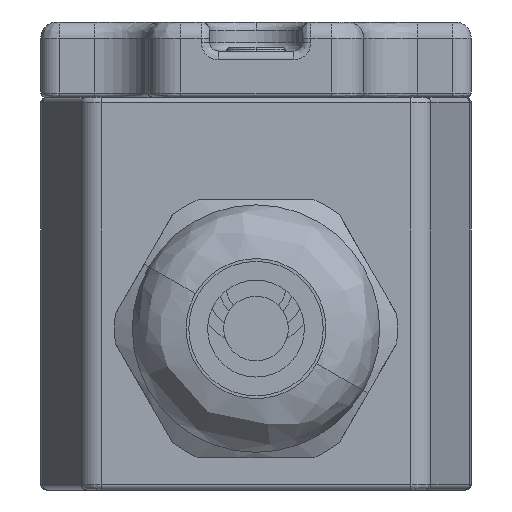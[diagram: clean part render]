
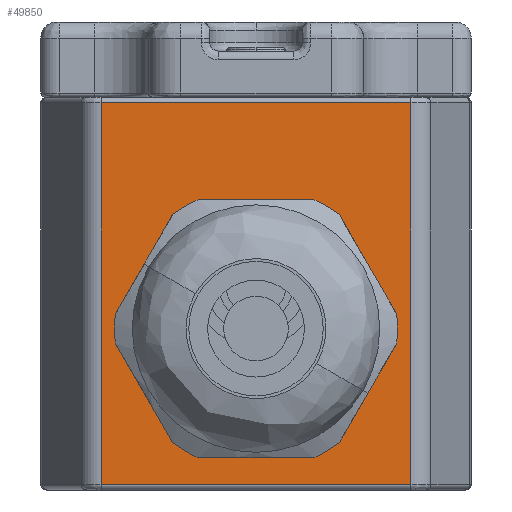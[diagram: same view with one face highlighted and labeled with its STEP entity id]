
A CAD part, front view. The second image highlights one B-rep face of the part: STEP entity #49850.
In plain terms, the highlighted planar face has unit normal (0, -1, 0).
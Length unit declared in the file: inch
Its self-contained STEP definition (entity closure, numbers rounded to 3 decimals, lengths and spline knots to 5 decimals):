
#425 = LINE ( 'NONE', #76157, #35401 ) ;
#1638 = PLANE ( 'NONE',  #13330 ) ;
#2548 = DIRECTION ( 'NONE',  ( 1., 0., 0. ) ) ;
#3711 = EDGE_CURVE ( 'NONE', #73037, #42649, #23099, .T. ) ;
#7031 = FACE_BOUND ( 'NONE', #42780, .T. ) ;
#7096 = CARTESIAN_POINT ( 'NONE',  ( 0., -3.14961, 0.59055 ) ) ;
#9490 = CARTESIAN_POINT ( 'NONE',  ( 0.56697, -3.14961, 1.41732 ) ) ;
#10074 = CIRCLE ( 'NONE', #45797, 0.43307 ) ;
#13090 = ORIENTED_EDGE ( 'NONE', *, *, #3711, .F. ) ;
#13330 = AXIS2_PLACEMENT_3D ( 'NONE', #49115, #18604, #73095 ) ;
#14199 = LINE ( 'NONE', #60205, #38779 ) ;
#14847 = CARTESIAN_POINT ( 'NONE',  ( -0.7874, -3.14961, 1.41732 ) ) ;
#17276 = CARTESIAN_POINT ( 'NONE',  ( -0.56697, -3.14961, 1.43701 ) ) ;
#17773 = CARTESIAN_POINT ( 'NONE',  ( 0.56697, -3.14961, 0.01969 ) ) ;
#17910 = DIRECTION ( 'NONE',  ( 1., 0., 0. ) ) ;
#18604 = DIRECTION ( 'NONE',  ( 0., 1., 0. ) ) ;
#22632 = VECTOR ( 'NONE', #44996, 39.37008 ) ;
#23099 = LINE ( 'NONE', #17276, #71253 ) ;
#23664 = CARTESIAN_POINT ( 'NONE',  ( -0.56697, -3.14961, 1.41732 ) ) ;
#24599 = ORIENTED_EDGE ( 'NONE', *, *, #68440, .F. ) ;
#26445 = CIRCLE ( 'NONE', #36303, 0.43307 ) ;
#35401 = VECTOR ( 'NONE', #46764, 39.37008 ) ;
#36303 = AXIS2_PLACEMENT_3D ( 'NONE', #7096, #59642, #17910 ) ;
#38022 = CARTESIAN_POINT ( 'NONE',  ( 0., -3.14961, 0.15748 ) ) ;
#38779 = VECTOR ( 'NONE', #49752, 39.37008 ) ;
#39302 = ORIENTED_EDGE ( 'NONE', *, *, #47357, .F. ) ;
#42307 = LINE ( 'NONE', #14847, #22632 ) ;
#42649 = VERTEX_POINT ( 'NONE', #23664 ) ;
#42780 = EDGE_LOOP ( 'NONE', ( #24599, #66983 ) ) ;
#43862 = DIRECTION ( 'NONE',  ( 0., -1., 0. ) ) ;
#44996 = DIRECTION ( 'NONE',  ( 1., 0., 0. ) ) ;
#45797 = AXIS2_PLACEMENT_3D ( 'NONE', #73625, #43862, #2548 ) ;
#46515 = VERTEX_POINT ( 'NONE', #73669 ) ;
#46764 = DIRECTION ( 'NONE',  ( 0., 0., -1. ) ) ;
#47032 = DIRECTION ( 'NONE',  ( 0., 0., 1. ) ) ;
#47256 = VERTEX_POINT ( 'NONE', #17773 ) ;
#47357 = EDGE_CURVE ( 'NONE', #48827, #47256, #425, .T. ) ;
#48681 = ORIENTED_EDGE ( 'NONE', *, *, #68322, .F. ) ;
#48827 = VERTEX_POINT ( 'NONE', #9490 ) ;
#49115 = CARTESIAN_POINT ( 'NONE',  ( -0.7874, -3.14961, 1.43701 ) ) ;
#49752 = DIRECTION ( 'NONE',  ( -1., 0., 0. ) ) ;
#49850 = ADVANCED_FACE ( 'NONE', ( #71564, #7031 ), #1638, .F. ) ;
#50353 = ORIENTED_EDGE ( 'NONE', *, *, #67407, .F. ) ;
#54114 = EDGE_CURVE ( 'NONE', #46515, #69723, #10074, .T. ) ;
#54936 = CARTESIAN_POINT ( 'NONE',  ( -0.56697, -3.14961, 0.01969 ) ) ;
#56200 = EDGE_LOOP ( 'NONE', ( #48681, #39302, #50353, #13090 ) ) ;
#59642 = DIRECTION ( 'NONE',  ( 0., -1., 0. ) ) ;
#60205 = CARTESIAN_POINT ( 'NONE',  ( -0.7874, -3.14961, 0.01969 ) ) ;
#66983 = ORIENTED_EDGE ( 'NONE', *, *, #54114, .F. ) ;
#67407 = EDGE_CURVE ( 'NONE', #42649, #48827, #42307, .T. ) ;
#68322 = EDGE_CURVE ( 'NONE', #47256, #73037, #14199, .T. ) ;
#68440 = EDGE_CURVE ( 'NONE', #69723, #46515, #26445, .T. ) ;
#69723 = VERTEX_POINT ( 'NONE', #38022 ) ;
#71253 = VECTOR ( 'NONE', #47032, 39.37008 ) ;
#71564 = FACE_OUTER_BOUND ( 'NONE', #56200, .T. ) ;
#73037 = VERTEX_POINT ( 'NONE', #54936 ) ;
#73095 = DIRECTION ( 'NONE',  ( 0., 0., 1. ) ) ;
#73625 = CARTESIAN_POINT ( 'NONE',  ( 0., -3.14961, 0.59055 ) ) ;
#73669 = CARTESIAN_POINT ( 'NONE',  ( 0., -3.14961, 1.02362 ) ) ;
#76157 = CARTESIAN_POINT ( 'NONE',  ( 0.56697, -3.14961, 1.43701 ) ) ;
